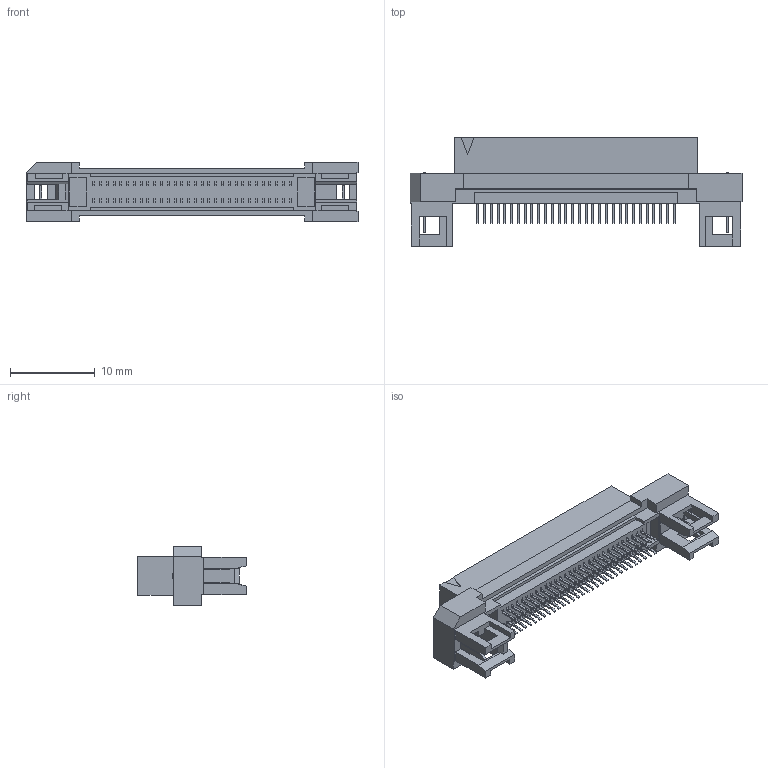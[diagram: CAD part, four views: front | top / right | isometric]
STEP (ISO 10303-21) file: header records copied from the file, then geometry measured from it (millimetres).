
FILE_DESCRIPTION(/* description */ ('STEP AP214'),/* implementation_level */ '2;1');
FILE_NAME(/* name */ 'HSEC8-130-01-L-D-EM2',/* time_stamp */ '2022-06-24T07:48:04+02:00',/* author */ ('License CC BY-ND 4.0'),/* organization */ ('CADENAS'),/* preprocessor_version */ 'ST-DEVELOPER v18.102',/* originating_system */ 'PARTsolutions',/* authorisation */ ' ');
FILE_SCHEMA (('AUTOMOTIVE_DESIGN {1 0 10303 214 3 1 1}'));
Length unit declared in the file: millimetre
Products named in the file (3): HSEC8-130-01-L-D-EM2; C-189-30; HSEC8-30-01-D-EM2_socket
Assembly tree (2 placements, depth 2):
  HSEC8-130-01-L-D-EM2
    C-189-30
    HSEC8-30-01-D-EM2_socket
Bounding box: 39.2 x 12.8 x 7 mm (x, y, z)
Volume: 893.9 mm3; surface area: 2970.5 mm2
Topology: 2 solids, 2 shells, 1836 faces, 5505 edges, 3665 vertices
Faces by surface type: plane 1476, cylinder 360
Entity records: 61377 total; most frequent: ORIENTED_EDGE 11010, CARTESIAN_POINT 11009, DIRECTION 9903, EDGE_CURVE 5505, LINE 4785, VECTOR 4785, VERTEX_POINT 3665, AXIS2_PLACEMENT_3D 2559
